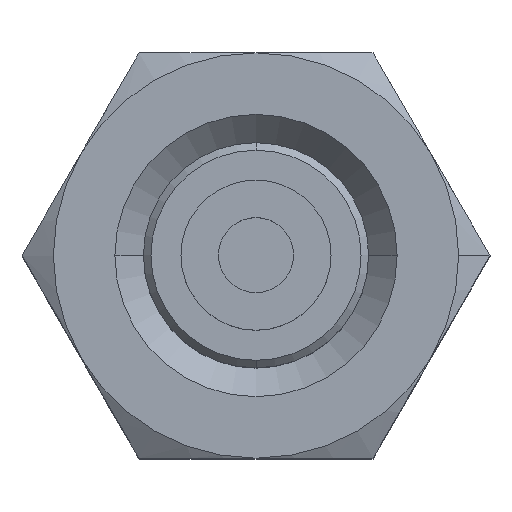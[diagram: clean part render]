
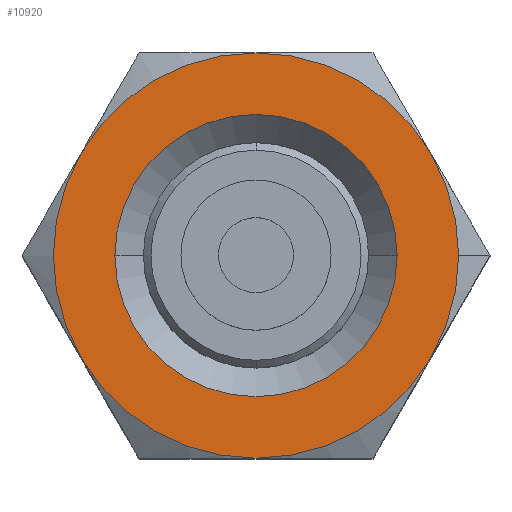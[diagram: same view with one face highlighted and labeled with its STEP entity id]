
A CAD part, top view. The second image highlights one B-rep face of the part: STEP entity #10920.
In plain terms, the highlighted planar face has unit normal (0, 0, 1).
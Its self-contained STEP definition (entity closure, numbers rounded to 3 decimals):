
#5118=CARTESIAN_POINT('',(2.338,-1.35,
-2.991));
#5120=CARTESIAN_POINT('',(0.,0.,-2.991));
#5121=DIRECTION('',(0.,0.,1.));
#5122=DIRECTION('',(1.,0.,0.));
#5123=AXIS2_PLACEMENT_3D('',#5120,#5121,#5122);
#5125=CARTESIAN_POINT('',(0.,0.,-2.991));
#5126=DIRECTION('',(0.,0.,1.));
#5127=DIRECTION('',(0.866,-0.5,0.));
#5128=AXIS2_PLACEMENT_3D('',#5125,#5126,#5127);
#5130=CARTESIAN_POINT('',(0.,0.,-2.991));
#5131=DIRECTION('',(0.,0.,1.));
#5132=DIRECTION('',(0.,-1.,0.));
#5133=AXIS2_PLACEMENT_3D('',#5130,#5131,#5132);
#5135=CARTESIAN_POINT('',(0.,0.,-2.991));
#5136=DIRECTION('',(0.,0.,1.));
#5137=DIRECTION('',(-0.866,-0.5,0.));
#5138=AXIS2_PLACEMENT_3D('',#5135,#5136,#5137);
#5140=CARTESIAN_POINT('',(0.,0.,-2.991));
#5141=DIRECTION('',(0.,0.,1.));
#5142=DIRECTION('',(-1.,0.,0.));
#5143=AXIS2_PLACEMENT_3D('',#5140,#5141,#5142);
#5145=CARTESIAN_POINT('',(0.,0.,-2.991));
#5146=DIRECTION('',(0.,0.,1.));
#5147=DIRECTION('',(-0.866,0.5,0.));
#5148=AXIS2_PLACEMENT_3D('',#5145,#5146,#5147);
#5150=CARTESIAN_POINT('',(0.,0.,-2.991));
#5151=DIRECTION('',(0.,0.,1.));
#5152=DIRECTION('',(0.,1.,0.));
#5153=AXIS2_PLACEMENT_3D('',#5150,#5151,#5152);
#5155=CARTESIAN_POINT('',(0.,0.,-2.991));
#5156=DIRECTION('',(0.,0.,1.));
#5157=DIRECTION('',(0.866,0.5,0.));
#5158=AXIS2_PLACEMENT_3D('',#5155,#5156,#5157);
#5160=CARTESIAN_POINT('',(0.,0.,-2.991));
#5161=DIRECTION('',(0.,0.,-1.));
#5162=DIRECTION('',(1.,0.,0.));
#5163=AXIS2_PLACEMENT_3D('',#5160,#5161,#5162);
#5165=CARTESIAN_POINT('',(0.,0.,-2.991));
#5166=DIRECTION('',(0.,0.,-1.));
#5167=DIRECTION('',(-1.,0.,0.));
#5168=AXIS2_PLACEMENT_3D('',#5165,#5166,#5167);
#5177=CARTESIAN_POINT('',(2.338,1.35,-2.991));
#5531=CARTESIAN_POINT('',(-1.88,0.,-2.991));
#5532=CARTESIAN_POINT('',(1.88,0.,-2.991));
#5533=VERTEX_POINT('',#5531);
#5534=VERTEX_POINT('',#5532);
#5536=VERTEX_POINT('',#5177);
#5537=CARTESIAN_POINT('',(2.7,0.,-2.991));
#5538=VERTEX_POINT('',#5537);
#5540=VERTEX_POINT('',#5118);
#5546=CARTESIAN_POINT('',(-2.7,0.,-2.991));
#5547=CARTESIAN_POINT('',(-2.338,-1.35,
-2.991));
#5548=VERTEX_POINT('',#5546);
#5549=VERTEX_POINT('',#5547);
#5550=CARTESIAN_POINT('',(-2.338,1.35,
-2.991));
#5551=VERTEX_POINT('',#5550);
#5552=CARTESIAN_POINT('',(0.,-2.7,-2.991));
#5553=VERTEX_POINT('',#5552);
#5554=CARTESIAN_POINT('',(0.,2.7,-2.991));
#5555=VERTEX_POINT('',#5554);
#10892=CARTESIAN_POINT('',(0.,0.,-2.991));
#10893=DIRECTION('',(0.,0.,-1.));
#10894=DIRECTION('',(1.,0.,0.));
#10895=AXIS2_PLACEMENT_3D('',#10892,#10893,#10894);
#10896=PLANE('',#10895);
#10898=ORIENTED_EDGE('',*,*,#10897,.F.);
#10900=ORIENTED_EDGE('',*,*,#10899,.F.);
#10901=ORIENTED_EDGE('',*,*,#10879,.F.);
#10903=ORIENTED_EDGE('',*,*,#10902,.F.);
#10905=ORIENTED_EDGE('',*,*,#10904,.F.);
#10907=ORIENTED_EDGE('',*,*,#10906,.F.);
#10909=ORIENTED_EDGE('',*,*,#10908,.F.);
#10911=ORIENTED_EDGE('',*,*,#10910,.F.);
#10912=EDGE_LOOP('',(#10898,#10900,#10901,#10903,#10905,#10907,#10909,#10911));
#10913=FACE_OUTER_BOUND('',#10912,.F.);
#10915=ORIENTED_EDGE('',*,*,#10914,.F.);
#10917=ORIENTED_EDGE('',*,*,#10916,.F.);
#10918=EDGE_LOOP('',(#10915,#10917));
#10919=FACE_BOUND('',#10918,.F.);
#10920=ADVANCED_FACE('',(#10913,#10919),#10896,.F.);
#5124=CIRCLE('',#5123,2.7);
#5129=CIRCLE('',#5128,2.7);
#5134=CIRCLE('',#5133,2.7);
#5139=CIRCLE('',#5138,2.7);
#5144=CIRCLE('',#5143,2.7);
#5149=CIRCLE('',#5148,2.7);
#5154=CIRCLE('',#5153,2.7);
#5159=CIRCLE('',#5158,2.7);
#5164=CIRCLE('',#5163,1.88);
#5169=CIRCLE('',#5168,1.88);
#10879=EDGE_CURVE('',#5553,#5540,#5134,.T.);
#10897=EDGE_CURVE('',#5538,#5536,#5124,.T.);
#10899=EDGE_CURVE('',#5540,#5538,#5129,.T.);
#10902=EDGE_CURVE('',#5549,#5553,#5139,.T.);
#10904=EDGE_CURVE('',#5548,#5549,#5144,.T.);
#10906=EDGE_CURVE('',#5551,#5548,#5149,.T.);
#10908=EDGE_CURVE('',#5555,#5551,#5154,.T.);
#10910=EDGE_CURVE('',#5536,#5555,#5159,.T.);
#10914=EDGE_CURVE('',#5534,#5533,#5164,.T.);
#10916=EDGE_CURVE('',#5533,#5534,#5169,.T.);
